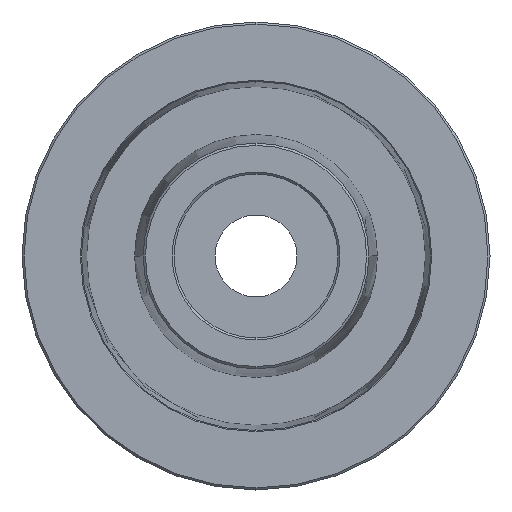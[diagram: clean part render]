
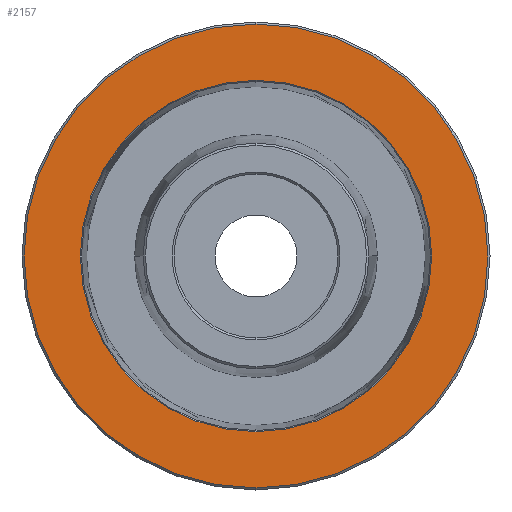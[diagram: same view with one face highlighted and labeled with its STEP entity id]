
A CAD part, left-side view. The second image highlights one B-rep face of the part: STEP entity #2157.
In plain terms, the highlighted planar face has unit normal (-1, 0, 0).
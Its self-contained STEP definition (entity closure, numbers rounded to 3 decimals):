
#12 = EDGE_CURVE ( 'NONE', #2142, #1684, #1397, .T. ) ;
#35 = CARTESIAN_POINT ( 'NONE',  ( 6., 57.125, 0. ) ) ;
#131 = CIRCLE ( 'NONE', #1411, 113.25 ) ;
#176 = ORIENTED_EDGE ( 'NONE', *, *, #1071, .T. ) ;
#313 = DIRECTION ( 'NONE',  ( 0., 0., -1. ) ) ;
#334 = DIRECTION ( 'NONE',  ( 0., -1., 0. ) ) ;
#348 = CIRCLE ( 'NONE', #1215, 85.75 ) ;
#427 = ORIENTED_EDGE ( 'NONE', *, *, #2362, .F. ) ;
#454 = AXIS2_PLACEMENT_3D ( 'NONE', #1468, #1682, #2075 ) ;
#479 = CIRCLE ( 'NONE', #1705, 113.25 ) ;
#542 = FACE_OUTER_BOUND ( 'NONE', #719, .T. ) ;
#571 = CARTESIAN_POINT ( 'NONE',  ( 6., 0., 0. ) ) ;
#572 = VERTEX_POINT ( 'NONE', #1538 ) ;
#637 = VERTEX_POINT ( 'NONE', #1696 ) ;
#690 = CARTESIAN_POINT ( 'NONE',  ( 6., 0., 0. ) ) ;
#719 = EDGE_LOOP ( 'NONE', ( #427, #1987 ) ) ;
#825 = FACE_BOUND ( 'NONE', #1326, .T. ) ;
#940 = ORIENTED_EDGE ( 'NONE', *, *, #12, .T. ) ;
#1071 = EDGE_CURVE ( 'NONE', #1684, #2142, #348, .T. ) ;
#1179 = AXIS2_PLACEMENT_3D ( 'NONE', #35, #2276, #1349 ) ;
#1215 = AXIS2_PLACEMENT_3D ( 'NONE', #2515, #2089, #334 ) ;
#1326 = EDGE_LOOP ( 'NONE', ( #176, #940 ) ) ;
#1349 = DIRECTION ( 'NONE',  ( 0., 0., 1. ) ) ;
#1397 = CIRCLE ( 'NONE', #454, 85.75 ) ;
#1411 = AXIS2_PLACEMENT_3D ( 'NONE', #690, #2079, #313 ) ;
#1468 = CARTESIAN_POINT ( 'NONE',  ( 6., 0., 0. ) ) ;
#1538 = CARTESIAN_POINT ( 'NONE',  ( 6., 0., 113.25 ) ) ;
#1682 = DIRECTION ( 'NONE',  ( 1., 0., 0. ) ) ;
#1684 = VERTEX_POINT ( 'NONE', #1752 ) ;
#1696 = CARTESIAN_POINT ( 'NONE',  ( 6., 0., -113.25 ) ) ;
#1705 = AXIS2_PLACEMENT_3D ( 'NONE', #571, #2086, #2528 ) ;
#1752 = CARTESIAN_POINT ( 'NONE',  ( 6., -85.75, 0. ) ) ;
#1893 = PLANE ( 'NONE',  #1179 ) ;
#1987 = ORIENTED_EDGE ( 'NONE', *, *, #2084, .F. ) ;
#2075 = DIRECTION ( 'NONE',  ( 0., -1., 0. ) ) ;
#2079 = DIRECTION ( 'NONE',  ( 1., 0., 0. ) ) ;
#2084 = EDGE_CURVE ( 'NONE', #572, #637, #479, .T. ) ;
#2086 = DIRECTION ( 'NONE',  ( 1., 0., 0. ) ) ;
#2089 = DIRECTION ( 'NONE',  ( 1., 0., 0. ) ) ;
#2099 = CARTESIAN_POINT ( 'NONE',  ( 6., 85.75, 0. ) ) ;
#2142 = VERTEX_POINT ( 'NONE', #2099 ) ;
#2157 = ADVANCED_FACE ( 'NONE', ( #542, #825 ), #1893, .T. ) ;
#2276 = DIRECTION ( 'NONE',  ( -1., 0., 0. ) ) ;
#2362 = EDGE_CURVE ( 'NONE', #637, #572, #131, .T. ) ;
#2515 = CARTESIAN_POINT ( 'NONE',  ( 6., 0., 0. ) ) ;
#2528 = DIRECTION ( 'NONE',  ( 0., 0., -1. ) ) ;
